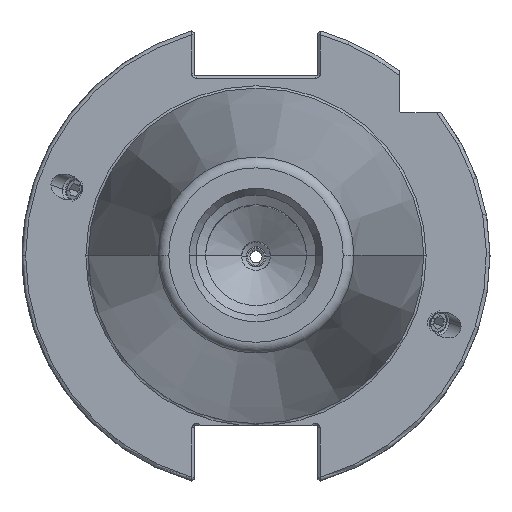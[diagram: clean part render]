
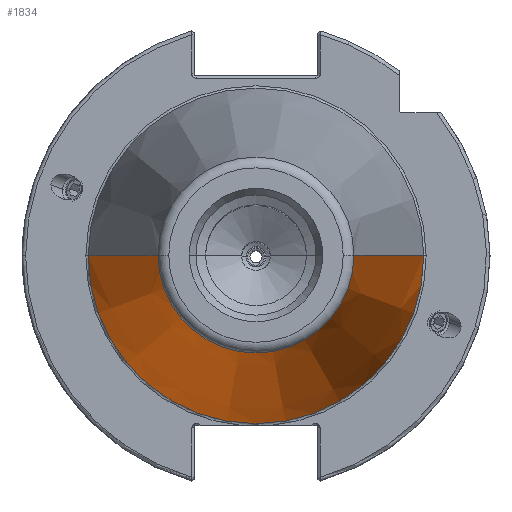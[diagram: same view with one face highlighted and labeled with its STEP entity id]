
A CAD part, top view. The second image highlights one B-rep face of the part: STEP entity #1834.
In plain terms, the highlighted conical face has half-angle 8.297 degrees and reference radius 20.108 mm.
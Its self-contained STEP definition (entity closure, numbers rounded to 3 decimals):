
#184 = ORIENTED_EDGE ( 'NONE', *, *, #7823, .F. ) ;
#460 = LINE ( 'NONE', #8847, #8746 ) ;
#1051 = CARTESIAN_POINT ( 'NONE',  ( 0., 0., 99.675 ) ) ;
#1182 = ORIENTED_EDGE ( 'NONE', *, *, #9859, .T. ) ;
#1672 = LINE ( 'NONE', #10594, #7200 ) ;
#1834 = ADVANCED_FACE ( 'NONE', ( #4934 ), #3568, .T. ) ;
#1962 = DIRECTION ( 'NONE',  ( -0.144, 0., -0.99 ) ) ;
#2069 = CARTESIAN_POINT ( 'NONE',  ( -20.389, 0., 99.675 ) ) ;
#2070 = ORIENTED_EDGE ( 'NONE', *, *, #3475, .F. ) ;
#2134 = DIRECTION ( 'NONE',  ( 1., 0., 0. ) ) ;
#2730 = CIRCLE ( 'NONE', #9875, 20.389 ) ;
#3475 = EDGE_CURVE ( 'NONE', #9297, #9206, #460, .T. ) ;
#3568 = CONICAL_SURFACE ( 'NONE', #4122, 20.108, 0.145 ) ;
#4122 = AXIS2_PLACEMENT_3D ( 'NONE', #8138, #8176, #12413 ) ;
#4266 = EDGE_CURVE ( 'NONE', #8831, #9576, #1672, .T. ) ;
#4934 = FACE_OUTER_BOUND ( 'NONE', #5423, .T. ) ;
#5423 = EDGE_LOOP ( 'NONE', ( #2070, #1182, #6552, #184 ) ) ;
#5846 = CARTESIAN_POINT ( 'NONE',  ( 20.389, 0., 99.675 ) ) ;
#6307 = CARTESIAN_POINT ( 'NONE',  ( 0., 0., 0. ) ) ;
#6552 = ORIENTED_EDGE ( 'NONE', *, *, #4266, .T. ) ;
#7200 = VECTOR ( 'NONE', #1962, 1000. ) ;
#7372 = DIRECTION ( 'NONE',  ( -1., 0., 0. ) ) ;
#7823 = EDGE_CURVE ( 'NONE', #9206, #9576, #12342, .T. ) ;
#7835 = DIRECTION ( 'NONE',  ( 0.144, 0., -0.99 ) ) ;
#8138 = CARTESIAN_POINT ( 'NONE',  ( 0., 0., 101.6 ) ) ;
#8176 = DIRECTION ( 'NONE',  ( 0., 0., -1. ) ) ;
#8604 = DIRECTION ( 'NONE',  ( 0., 0., -1. ) ) ;
#8746 = VECTOR ( 'NONE', #7835, 1000. ) ;
#8831 = VERTEX_POINT ( 'NONE', #2069 ) ;
#8847 = CARTESIAN_POINT ( 'NONE',  ( 20.108, 0., 101.6 ) ) ;
#9206 = VERTEX_POINT ( 'NONE', #9988 ) ;
#9297 = VERTEX_POINT ( 'NONE', #5846 ) ;
#9576 = VERTEX_POINT ( 'NONE', #10495 ) ;
#9859 = EDGE_CURVE ( 'NONE', #9297, #8831, #2730, .T. ) ;
#9875 = AXIS2_PLACEMENT_3D ( 'NONE', #1051, #8604, #2134 ) ;
#9988 = CARTESIAN_POINT ( 'NONE',  ( 34.925, 0., 0. ) ) ;
#10043 = AXIS2_PLACEMENT_3D ( 'NONE', #6307, #13621, #7372 ) ;
#10495 = CARTESIAN_POINT ( 'NONE',  ( -34.925, 0., 0. ) ) ;
#10594 = CARTESIAN_POINT ( 'NONE',  ( -20.108, 0., 101.6 ) ) ;
#12342 = CIRCLE ( 'NONE', #10043, 34.925 ) ;
#12413 = DIRECTION ( 'NONE',  ( -1., 0., 0. ) ) ;
#13621 = DIRECTION ( 'NONE',  ( 0., 0., -1. ) ) ;
